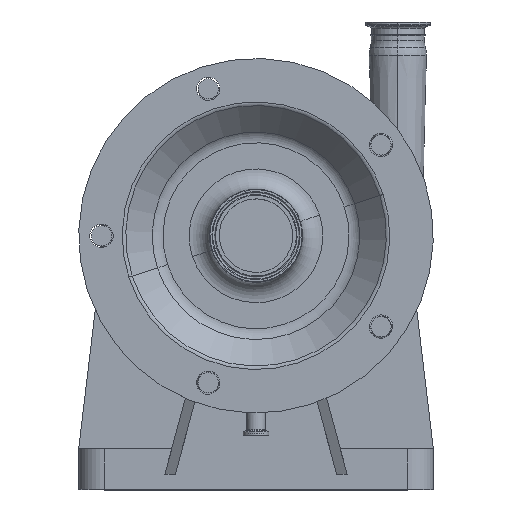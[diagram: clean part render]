
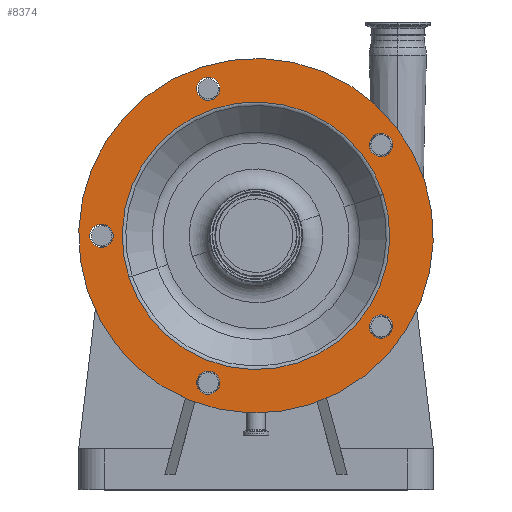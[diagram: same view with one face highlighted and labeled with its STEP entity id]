
A CAD part, top view. The second image highlights one B-rep face of the part: STEP entity #8374.
In plain terms, the highlighted planar face has unit normal (0, 0, 1).
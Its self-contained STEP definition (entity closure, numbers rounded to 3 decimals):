
#140 = AXIS2_PLACEMENT_3D ( 'NONE', #9954, #1201, #3513 ) ;
#172 = DIRECTION ( 'NONE',  ( 0., 0., 1. ) ) ;
#254 = ORIENTED_EDGE ( 'NONE', *, *, #14294, .F. ) ;
#257 = CARTESIAN_POINT ( 'NONE',  ( 112.438, 86.084, 289.5 ) ) ;
#258 = FACE_BOUND ( 'NONE', #1480, .T. ) ;
#273 = VERTEX_POINT ( 'NONE', #8818 ) ;
#297 = EDGE_LOOP ( 'NONE', ( #3464, #10294 ) ) ;
#328 = EDGE_CURVE ( 'NONE', #1040, #9823, #6312, .T. ) ;
#334 = CARTESIAN_POINT ( 'NONE',  ( 0., 0., 289.5 ) ) ;
#426 = DIRECTION ( 'NONE',  ( 0.951, 0.309, 0. ) ) ;
#685 = DIRECTION ( 'NONE',  ( 0., 0., -1. ) ) ;
#823 = DIRECTION ( 'NONE',  ( 0.951, 0.309, 0. ) ) ;
#832 = ORIENTED_EDGE ( 'NONE', *, *, #9422, .F. ) ;
#1019 = AXIS2_PLACEMENT_3D ( 'NONE', #8442, #8518, #1781 ) ;
#1040 = VERTEX_POINT ( 'NONE', #2656 ) ;
#1127 = DIRECTION ( 'NONE',  ( 0., 0., 1. ) ) ;
#1201 = DIRECTION ( 'NONE',  ( 0., 0., 1. ) ) ;
#1350 = FACE_BOUND ( 'NONE', #8538, .T. ) ;
#1413 = EDGE_CURVE ( 'NONE', #4690, #1530, #5169, .T. ) ;
#1424 = ORIENTED_EDGE ( 'NONE', *, *, #13393, .F. ) ;
#1480 = EDGE_LOOP ( 'NONE', ( #2565, #6974 ) ) ;
#1530 = VERTEX_POINT ( 'NONE', #6989 ) ;
#1554 = CARTESIAN_POINT ( 'NONE',  ( 0., 0., 289.5 ) ) ;
#1587 = AXIS2_PLACEMENT_3D ( 'NONE', #12420, #172, #10305 ) ;
#1622 = EDGE_CURVE ( 'NONE', #5189, #9848, #4464, .T. ) ;
#1781 = DIRECTION ( 'NONE',  ( 0.951, 0.309, 0. ) ) ;
#2076 = CARTESIAN_POINT ( 'NONE',  ( 123.375, -89.637, 289.5 ) ) ;
#2565 = ORIENTED_EDGE ( 'NONE', *, *, #7440, .T. ) ;
#2592 = CARTESIAN_POINT ( 'NONE',  ( 112.438, -93.191, 289.5 ) ) ;
#2656 = CARTESIAN_POINT ( 'NONE',  ( -58.062, -148.59, 289.5 ) ) ;
#2720 = CIRCLE ( 'NONE', #10791, 11.5 ) ;
#3137 = CARTESIAN_POINT ( 'NONE',  ( 123.375, -89.637, 289.5 ) ) ;
#3160 = ORIENTED_EDGE ( 'NONE', *, *, #1413, .F. ) ;
#3225 = DIRECTION ( 'NONE',  ( 0.951, 0.309, 0. ) ) ;
#3262 = VERTEX_POINT ( 'NONE', #2592 ) ;
#3464 = ORIENTED_EDGE ( 'NONE', *, *, #8819, .F. ) ;
#3473 = CARTESIAN_POINT ( 'NONE',  ( -141.563, 3.554, 289.5 ) ) ;
#3513 = DIRECTION ( 'NONE',  ( 0.951, 0.309, 0. ) ) ;
#3570 = FACE_BOUND ( 'NONE', #11119, .T. ) ;
#3652 = CIRCLE ( 'NONE', #4599, 11.5 ) ;
#3771 = EDGE_CURVE ( 'NONE', #10249, #6909, #13316, .T. ) ;
#3784 = DIRECTION ( 'NONE',  ( 0., 0., -1. ) ) ;
#3786 = CARTESIAN_POINT ( 'NONE',  ( 0., 0., 289.5 ) ) ;
#3904 = CARTESIAN_POINT ( 'NONE',  ( -58.062, 141.482, 289.5 ) ) ;
#3917 = AXIS2_PLACEMENT_3D ( 'NONE', #13770, #6006, #11739 ) ;
#4193 = ORIENTED_EDGE ( 'NONE', *, *, #8331, .F. ) ;
#4243 = CARTESIAN_POINT ( 'NONE',  ( -47.125, 145.036, 289.5 ) ) ;
#4332 = AXIS2_PLACEMENT_3D ( 'NONE', #1554, #7994, #13652 ) ;
#4336 = EDGE_CURVE ( 'NONE', #6909, #10249, #6852, .T. ) ;
#4464 = CIRCLE ( 'NONE', #11675, 132.071 ) ;
#4575 = AXIS2_PLACEMENT_3D ( 'NONE', #11834, #3784, #4952 ) ;
#4590 = AXIS2_PLACEMENT_3D ( 'NONE', #10904, #10036, #3225 ) ;
#4599 = AXIS2_PLACEMENT_3D ( 'NONE', #4243, #13016, #14251 ) ;
#4690 = VERTEX_POINT ( 'NONE', #3904 ) ;
#4952 = DIRECTION ( 'NONE',  ( -0.951, -0.309, 0. ) ) ;
#5169 = CIRCLE ( 'NONE', #1019, 11.5 ) ;
#5189 = VERTEX_POINT ( 'NONE', #6995 ) ;
#5228 = CARTESIAN_POINT ( 'NONE',  ( 166.435, 54.078, 289.5 ) ) ;
#5268 = ORIENTED_EDGE ( 'NONE', *, *, #13665, .F. ) ;
#5651 = CARTESIAN_POINT ( 'NONE',  ( -163.437, -3.554, 289.5 ) ) ;
#5804 = CARTESIAN_POINT ( 'NONE',  ( -36.188, -141.482, 289.5 ) ) ;
#6006 = DIRECTION ( 'NONE',  ( 0., 0., 1. ) ) ;
#6146 = EDGE_LOOP ( 'NONE', ( #5268, #9115 ) ) ;
#6223 = VERTEX_POINT ( 'NONE', #5228 ) ;
#6287 = EDGE_CURVE ( 'NONE', #3262, #9070, #7123, .T. ) ;
#6312 = CIRCLE ( 'NONE', #13729, 11.5 ) ;
#6818 = VERTEX_POINT ( 'NONE', #10225 ) ;
#6852 = CIRCLE ( 'NONE', #140, 11.5 ) ;
#6909 = VERTEX_POINT ( 'NONE', #5651 ) ;
#6974 = ORIENTED_EDGE ( 'NONE', *, *, #1622, .T. ) ;
#6989 = CARTESIAN_POINT ( 'NONE',  ( -36.188, 148.59, 289.5 ) ) ;
#6995 = CARTESIAN_POINT ( 'NONE',  ( 125.607, 40.812, 289.5 ) ) ;
#7047 = FACE_BOUND ( 'NONE', #6146, .T. ) ;
#7123 = CIRCLE ( 'NONE', #9436, 11.5 ) ;
#7125 = DIRECTION ( 'NONE',  ( -0.951, -0.309, 0. ) ) ;
#7164 = DIRECTION ( 'NONE',  ( 0., 0., 1. ) ) ;
#7440 = EDGE_CURVE ( 'NONE', #9848, #5189, #11746, .T. ) ;
#7923 = FACE_BOUND ( 'NONE', #297, .T. ) ;
#7926 = DIRECTION ( 'NONE',  ( -0.951, -0.309, 0. ) ) ;
#7967 = EDGE_CURVE ( 'NONE', #12402, #6818, #10131, .T. ) ;
#7994 = DIRECTION ( 'NONE',  ( 0., 0., -1. ) ) ;
#8204 = CARTESIAN_POINT ( 'NONE',  ( -54.078, 166.435, 289.5 ) ) ;
#8215 = DIRECTION ( 'NONE',  ( -0.951, -0.309, 0. ) ) ;
#8331 = EDGE_CURVE ( 'NONE', #273, #6223, #10591, .T. ) ;
#8351 = ORIENTED_EDGE ( 'NONE', *, *, #4336, .F. ) ;
#8374 = ADVANCED_FACE ( 'NONE', ( #12498, #7923, #3570, #7047, #258, #11479, #1350 ), #12424, .F. ) ;
#8442 = CARTESIAN_POINT ( 'NONE',  ( -47.125, 145.036, 289.5 ) ) ;
#8447 = AXIS2_PLACEMENT_3D ( 'NONE', #10485, #7164, #11590 ) ;
#8518 = DIRECTION ( 'NONE',  ( 0., 0., 1. ) ) ;
#8533 = DIRECTION ( 'NONE',  ( 0.951, 0.309, 0. ) ) ;
#8538 = EDGE_LOOP ( 'NONE', ( #254, #3160 ) ) ;
#8818 = CARTESIAN_POINT ( 'NONE',  ( -166.435, -54.078, 289.5 ) ) ;
#8819 = EDGE_CURVE ( 'NONE', #9823, #1040, #13876, .T. ) ;
#9038 = CARTESIAN_POINT ( 'NONE',  ( -47.125, -145.036, 289.5 ) ) ;
#9070 = VERTEX_POINT ( 'NONE', #12163 ) ;
#9115 = ORIENTED_EDGE ( 'NONE', *, *, #7967, .F. ) ;
#9181 = DIRECTION ( 'NONE',  ( 0., 0., 1. ) ) ;
#9422 = EDGE_CURVE ( 'NONE', #6223, #273, #10883, .T. ) ;
#9436 = AXIS2_PLACEMENT_3D ( 'NONE', #3137, #1127, #823 ) ;
#9722 = ORIENTED_EDGE ( 'NONE', *, *, #3771, .F. ) ;
#9823 = VERTEX_POINT ( 'NONE', #5804 ) ;
#9848 = VERTEX_POINT ( 'NONE', #13562 ) ;
#9954 = CARTESIAN_POINT ( 'NONE',  ( -152.5, 0., 289.5 ) ) ;
#10036 = DIRECTION ( 'NONE',  ( 0., 0., 1. ) ) ;
#10131 = CIRCLE ( 'NONE', #4590, 11.5 ) ;
#10225 = CARTESIAN_POINT ( 'NONE',  ( 134.312, 93.191, 289.5 ) ) ;
#10249 = VERTEX_POINT ( 'NONE', #3473 ) ;
#10294 = ORIENTED_EDGE ( 'NONE', *, *, #328, .F. ) ;
#10305 = DIRECTION ( 'NONE',  ( 0.951, 0.309, 0. ) ) ;
#10485 = CARTESIAN_POINT ( 'NONE',  ( -152.5, 0., 289.5 ) ) ;
#10522 = EDGE_LOOP ( 'NONE', ( #4193, #832 ) ) ;
#10591 = CIRCLE ( 'NONE', #4332, 175. ) ;
#10791 = AXIS2_PLACEMENT_3D ( 'NONE', #2076, #14242, #8533 ) ;
#10883 = CIRCLE ( 'NONE', #11809, 175. ) ;
#10904 = CARTESIAN_POINT ( 'NONE',  ( 123.375, 89.637, 289.5 ) ) ;
#11103 = ORIENTED_EDGE ( 'NONE', *, *, #6287, .F. ) ;
#11119 = EDGE_LOOP ( 'NONE', ( #1424, #11103 ) ) ;
#11301 = CIRCLE ( 'NONE', #1587, 11.5 ) ;
#11479 = FACE_OUTER_BOUND ( 'NONE', #10522, .T. ) ;
#11590 = DIRECTION ( 'NONE',  ( 0.951, 0.309, 0. ) ) ;
#11675 = AXIS2_PLACEMENT_3D ( 'NONE', #3786, #685, #8215 ) ;
#11739 = DIRECTION ( 'NONE',  ( 0.951, 0.309, 0. ) ) ;
#11746 = CIRCLE ( 'NONE', #4575, 132.071 ) ;
#11809 = AXIS2_PLACEMENT_3D ( 'NONE', #334, #12430, #7926 ) ;
#11834 = CARTESIAN_POINT ( 'NONE',  ( 0., 0., 289.5 ) ) ;
#11877 = EDGE_LOOP ( 'NONE', ( #9722, #8351 ) ) ;
#12163 = CARTESIAN_POINT ( 'NONE',  ( 134.312, -86.084, 289.5 ) ) ;
#12402 = VERTEX_POINT ( 'NONE', #257 ) ;
#12420 = CARTESIAN_POINT ( 'NONE',  ( 123.375, 89.637, 289.5 ) ) ;
#12424 = PLANE ( 'NONE',  #12692 ) ;
#12430 = DIRECTION ( 'NONE',  ( 0., 0., -1. ) ) ;
#12498 = FACE_BOUND ( 'NONE', #11877, .T. ) ;
#12635 = DIRECTION ( 'NONE',  ( 0., 0., -1. ) ) ;
#12692 = AXIS2_PLACEMENT_3D ( 'NONE', #8204, #12635, #7125 ) ;
#13016 = DIRECTION ( 'NONE',  ( 0., 0., 1. ) ) ;
#13316 = CIRCLE ( 'NONE', #8447, 11.5 ) ;
#13393 = EDGE_CURVE ( 'NONE', #9070, #3262, #2720, .T. ) ;
#13562 = CARTESIAN_POINT ( 'NONE',  ( -125.607, -40.812, 289.5 ) ) ;
#13652 = DIRECTION ( 'NONE',  ( -0.951, -0.309, 0. ) ) ;
#13665 = EDGE_CURVE ( 'NONE', #6818, #12402, #11301, .T. ) ;
#13729 = AXIS2_PLACEMENT_3D ( 'NONE', #9038, #9181, #426 ) ;
#13770 = CARTESIAN_POINT ( 'NONE',  ( -47.125, -145.036, 289.5 ) ) ;
#13876 = CIRCLE ( 'NONE', #3917, 11.5 ) ;
#14242 = DIRECTION ( 'NONE',  ( 0., 0., 1. ) ) ;
#14251 = DIRECTION ( 'NONE',  ( 0.951, 0.309, 0. ) ) ;
#14294 = EDGE_CURVE ( 'NONE', #1530, #4690, #3652, .T. ) ;
